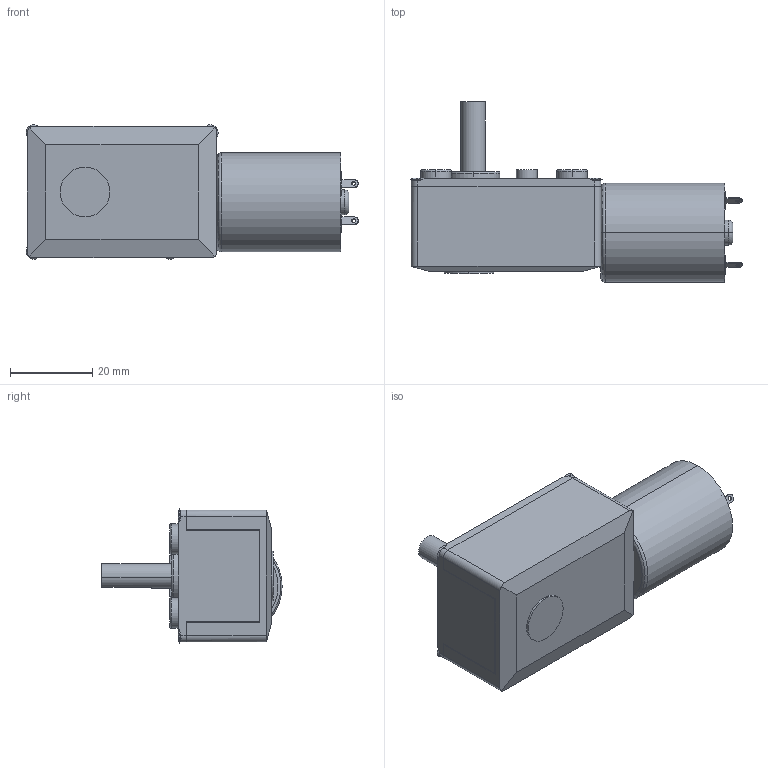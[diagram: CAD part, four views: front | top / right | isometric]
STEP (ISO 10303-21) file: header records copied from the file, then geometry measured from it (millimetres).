
FILE_DESCRIPTION (( 'STEP AP214' ), '1' );
FILE_NAME ('CHIHAI CHW-GW4632-370, DC WORM GEAR MOTOR, 6 V, 6 RPM.STEP', '2018-09-06T06:20:27', ( '' ), ( '' ), 'SwSTEP 2.0', 'SolidWorks 2018', '' );
FILE_SCHEMA (( 'AUTOMOTIVE_DESIGN' ));
Length unit declared in the file: millimetre
Products named in the file (17): DC MOTOR, CHIHAI CHW-GW4632-370, DC WORM GEAR MOTOR, 6 V, 6 RPM; M2 X 6 SS FLAT HEAD SCREW, CHIHAI CHW-GW4632-370, DC WORM GEAR MOTOR, 6 V, 6 RPM; DC MOTOR BODY, CHIHAI CHW-GW4632-370, DC WORM GEAR MOTOR, 6 V, 6 RPM; SHAFT, CHIHAI CHW-GW4632-370, DC WORM GEAR MOTOR, 6 V, 6 RPM; M2 X 6 SS FLAT HEAD SCREW, CHIHAI CHW-GW4632-370, DC WORM GEAR MOTOR, 6 V, 6 RPM_default; GEAR BODY, CHIHAI CHW-GW4632-370, DC WORM GEAR MOTOR, 6 V, 6 RPM; CHIHAI CHW-GW4632-370, DC WORM GEAR MOTOR, 6 V, 6 RPM; COVER, CHIHAI CHW-GW4632-370, DC WORM GEAR MOTOR, 6 V, 6 RPM; DC MOTOR SHAFT, CHIHAI CHW-GW4632-370, DC WORM GEAR MOTOR, 6 V, 6 RPM
Assembly tree (10 placements, depth 3):
  M2 X 6 SS FLAT HEAD SCREW, CHIHAI CHW-GW4632-370, DC WORM GEAR MOTOR, 6 V, 6 RPM
  DC MOTOR BODY, CHIHAI CHW-GW4632-370, DC WORM GEAR MOTOR, 6 V, 6 RPM
  M2 X 6 SS FLAT HEAD SCREW, CHIHAI CHW-GW4632-370, DC WORM GEAR MOTOR, 6 V, 6 RPM
  GEAR BODY, CHIHAI CHW-GW4632-370, DC WORM GEAR MOTOR, 6 V, 6 RPM
  CHIHAI CHW-GW4632-370, DC WORM GEAR MOTOR, 6 V, 6 RPM
    COVER, CHIHAI CHW-GW4632-370, DC WORM GEAR MOTOR, 6 V, 6 RPM
    GEAR BODY, CHIHAI CHW-GW4632-370, DC WORM GEAR MOTOR, 6 V, 6 RPM
    SHAFT, CHIHAI CHW-GW4632-370, DC WORM GEAR MOTOR, 6 V, 6 RPM
    DC MOTOR, CHIHAI CHW-GW4632-370, DC WORM GEAR MOTOR, 6 V, 6 RPM
      DC MOTOR BODY, CHIHAI CHW-GW4632-370, DC WORM GEAR MOTOR, 6 V, 6 RPM
      DC MOTOR SHAFT, CHIHAI CHW-GW4632-370, DC WORM GEAR MOTOR, 6 V, 6 RPM
    M2 X 6 SS FLAT HEAD SCREW, CHIHAI CHW-GW4632-370, DC WORM GEAR MOTOR, 6 V, 6 RPM_default  x4
Bounding box: 80.5 x 43.7 x 32.59 mm (x, y, z)
Volume: 12058.6 mm3; surface area: 20239.7 mm2
Topology: 12 solids, 12 shells, 369 faces, 930 edges, 590 vertices
Faces by surface type: plane 151, cylinder 126, cone 78, torus 14
Entity records: 9085 total; most frequent: CARTESIAN_POINT 1551, DIRECTION 1515, ORIENTED_EDGE 1332, EDGE_CURVE 666, AXIS2_PLACEMENT_3D 598, VERTEX_POINT 428, EDGE_LOOP 334, VECTOR 319
